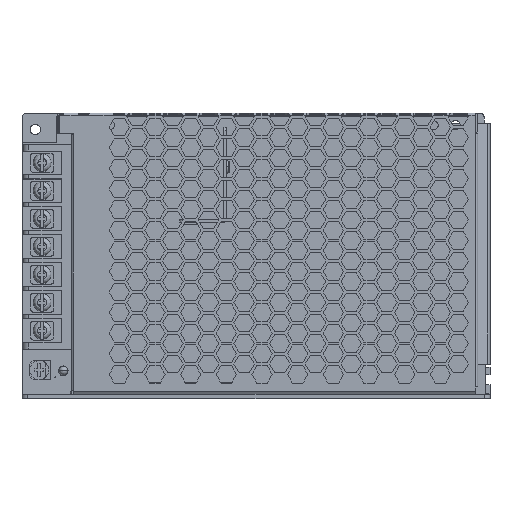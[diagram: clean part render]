
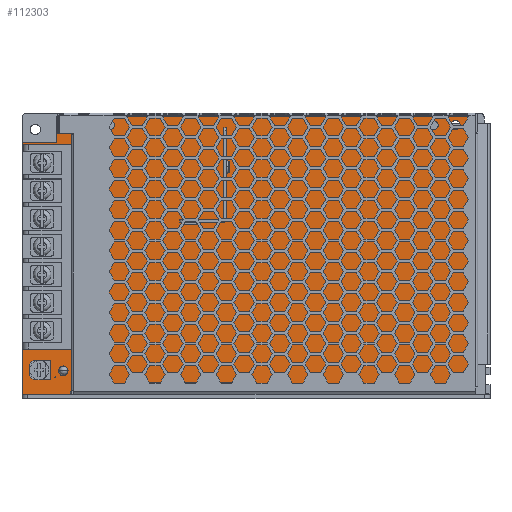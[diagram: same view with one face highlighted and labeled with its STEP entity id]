
A CAD part, top view. The second image highlights one B-rep face of the part: STEP entity #112303.
In plain terms, the highlighted planar face has unit normal (0, 0, 1).
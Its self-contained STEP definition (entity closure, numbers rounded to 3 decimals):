
#111558=DIRECTION('',(1.,0.,0.));
#111559=VECTOR('',#111558,11.5);
#111560=CARTESIAN_POINT('',(-299.417,289.925,0.));
#111561=LINE('',#111560,#111559);
#111565=DIRECTION('',(0.,1.,0.));
#111566=VECTOR('',#111565,1.81);
#111567=CARTESIAN_POINT('',(-157.167,204.625,0.));
#111568=LINE('',#111567,#111566);
#111572=DIRECTION('',(-1.,0.,0.));
#111573=VECTOR('',#111572,7.);
#111574=CARTESIAN_POINT('',(-157.167,206.435,0.));
#111575=LINE('',#111574,#111573);
#111579=DIRECTION('',(0.,-1.,0.));
#111580=VECTOR('',#111579,1.81);
#111581=CARTESIAN_POINT('',(-164.167,206.435,0.));
#111582=LINE('',#111581,#111580);
#111586=DIRECTION('',(0.,1.,0.));
#111587=VECTOR('',#111586,3.9);
#111588=CARTESIAN_POINT('',(-224.167,204.625,0.));
#111589=LINE('',#111588,#111587);
#111593=DIRECTION('',(-1.,0.,0.));
#111594=VECTOR('',#111593,40.);
#111595=CARTESIAN_POINT('',(-224.167,208.525,0.));
#111596=LINE('',#111595,#111594);
#111600=DIRECTION('',(0.,-1.,0.));
#111601=VECTOR('',#111600,3.9);
#111602=CARTESIAN_POINT('',(-264.167,208.525,0.));
#111603=LINE('',#111602,#111601);
#111607=CARTESIAN_POINT('',(-288.371,210.372,0.));
#111608=DIRECTION('',(0.,0.,1.));
#111609=DIRECTION('',(-1.,0.,0.));
#111610=AXIS2_PLACEMENT_3D('',#111607,#111608,#111609);
#111615=CARTESIAN_POINT('',(-288.371,210.372,0.));
#111616=DIRECTION('',(0.,0.,1.));
#111617=DIRECTION('',(1.,0.,0.));
#111618=AXIS2_PLACEMENT_3D('',#111615,#111616,#111617);
#111623=CARTESIAN_POINT('',(-271.167,265.125,0.));
#111624=DIRECTION('',(0.,0.,1.));
#111625=DIRECTION('',(1.,0.,0.));
#111626=AXIS2_PLACEMENT_3D('',#111623,#111624,#111625);
#111631=CARTESIAN_POINT('',(-271.167,265.125,0.));
#111632=DIRECTION('',(0.,0.,1.));
#111633=DIRECTION('',(-1.,0.,0.));
#111634=AXIS2_PLACEMENT_3D('',#111631,#111632,#111633);
#111639=CARTESIAN_POINT('',(-282.717,295.675,0.));
#111640=DIRECTION('',(0.,0.,1.));
#111641=DIRECTION('',(1.,0.,0.));
#111642=AXIS2_PLACEMENT_3D('',#111639,#111640,#111641);
#111647=CARTESIAN_POINT('',(-282.717,295.675,0.));
#111648=DIRECTION('',(0.,0.,1.));
#111649=DIRECTION('',(-1.,0.,0.));
#111650=AXIS2_PLACEMENT_3D('',#111647,#111648,#111649);
#111655=CARTESIAN_POINT('',(-269.917,296.025,0.));
#111656=DIRECTION('',(0.,0.,1.));
#111657=DIRECTION('',(1.,0.,0.));
#111658=AXIS2_PLACEMENT_3D('',#111655,#111656,#111657);
#111663=CARTESIAN_POINT('',(-269.917,296.025,0.));
#111664=DIRECTION('',(0.,0.,1.));
#111665=DIRECTION('',(-1.,0.,0.));
#111666=AXIS2_PLACEMENT_3D('',#111663,#111664,#111665);
#111671=CARTESIAN_POINT('',(-159.917,296.025,0.));
#111672=DIRECTION('',(0.,0.,1.));
#111673=DIRECTION('',(1.,0.,0.));
#111674=AXIS2_PLACEMENT_3D('',#111671,#111672,#111673);
#111679=CARTESIAN_POINT('',(-159.917,296.025,0.));
#111680=DIRECTION('',(0.,0.,1.));
#111681=DIRECTION('',(-1.,0.,0.));
#111682=AXIS2_PLACEMENT_3D('',#111679,#111680,#111681);
#111687=CARTESIAN_POINT('',(-152.417,296.025,0.));
#111688=DIRECTION('',(0.,0.,1.));
#111689=DIRECTION('',(1.,0.,0.));
#111690=AXIS2_PLACEMENT_3D('',#111687,#111688,#111689);
#111695=CARTESIAN_POINT('',(-152.417,296.025,0.));
#111696=DIRECTION('',(0.,0.,1.));
#111697=DIRECTION('',(-1.,0.,0.));
#111698=AXIS2_PLACEMENT_3D('',#111695,#111696,#111697);
#111710=DIRECTION('',(0.,-1.,0.));
#111711=VECTOR('',#111710,85.3);
#111712=CARTESIAN_POINT('',(-299.417,289.925,0.));
#111713=LINE('',#111712,#111711);
#111883=DIRECTION('',(1.,0.,0.));
#111884=VECTOR('',#111883,35.25);
#111885=CARTESIAN_POINT('',(-299.417,204.625,0.));
#111886=LINE('',#111885,#111884);
#111939=DIRECTION('',(1.,0.,0.));
#111940=VECTOR('',#111939,60.);
#111941=CARTESIAN_POINT('',(-224.167,204.625,0.));
#111942=LINE('',#111941,#111940);
#111988=DIRECTION('',(1.,0.,0.));
#111989=VECTOR('',#111988,9.75);
#111990=CARTESIAN_POINT('',(-157.167,204.625,0.));
#111991=LINE('',#111990,#111989);
#111995=DIRECTION('',(0.,1.,0.));
#111996=VECTOR('',#111995,94.4);
#111997=CARTESIAN_POINT('',(-147.417,204.625,0.));
#111998=LINE('',#111997,#111996);
#112016=DIRECTION('',(-1.,0.,0.));
#112017=VECTOR('',#112016,140.5);
#112018=CARTESIAN_POINT('',(-147.417,299.025,0.));
#112019=LINE('',#112018,#112017);
#112030=DIRECTION('',(0.,-1.,0.));
#112031=VECTOR('',#112030,9.1);
#112032=CARTESIAN_POINT('',(-287.917,299.025,0.));
#112033=LINE('',#112032,#112031);
#112128=CARTESIAN_POINT('',(-299.417,289.925,0.));
#112129=CARTESIAN_POINT('',(-299.417,204.625,0.));
#112130=VERTEX_POINT('',#112128);
#112131=VERTEX_POINT('',#112129);
#112132=CARTESIAN_POINT('',(-287.917,289.925,0.));
#112133=VERTEX_POINT('',#112132);
#112134=CARTESIAN_POINT('',(-287.917,299.025,0.));
#112135=VERTEX_POINT('',#112134);
#112136=CARTESIAN_POINT('',(-147.417,299.025,0.));
#112137=VERTEX_POINT('',#112136);
#112138=CARTESIAN_POINT('',(-147.417,204.625,0.));
#112139=VERTEX_POINT('',#112138);
#112140=CARTESIAN_POINT('',(-157.167,204.625,0.));
#112141=VERTEX_POINT('',#112140);
#112142=CARTESIAN_POINT('',(-157.167,206.435,0.));
#112143=VERTEX_POINT('',#112142);
#112144=CARTESIAN_POINT('',(-164.167,206.435,0.));
#112145=VERTEX_POINT('',#112144);
#112146=CARTESIAN_POINT('',(-164.167,204.625,0.));
#112147=VERTEX_POINT('',#112146);
#112148=CARTESIAN_POINT('',(-224.167,204.625,0.));
#112149=VERTEX_POINT('',#112148);
#112150=CARTESIAN_POINT('',(-224.167,208.525,0.));
#112151=VERTEX_POINT('',#112150);
#112152=CARTESIAN_POINT('',(-264.167,208.525,0.));
#112153=VERTEX_POINT('',#112152);
#112154=CARTESIAN_POINT('',(-264.167,204.625,0.));
#112155=VERTEX_POINT('',#112154);
#112156=CARTESIAN_POINT('',(-288.433,210.372,0.));
#112157=CARTESIAN_POINT('',(-288.308,210.372,0.));
#112158=VERTEX_POINT('',#112156);
#112159=VERTEX_POINT('',#112157);
#112160=CARTESIAN_POINT('',(-269.417,265.125,0.));
#112161=CARTESIAN_POINT('',(-272.917,265.125,0.));
#112162=VERTEX_POINT('',#112160);
#112163=VERTEX_POINT('',#112161);
#112164=CARTESIAN_POINT('',(-281.117,295.675,0.));
#112165=CARTESIAN_POINT('',(-284.317,295.675,0.));
#112166=VERTEX_POINT('',#112164);
#112167=VERTEX_POINT('',#112165);
#112168=CARTESIAN_POINT('',(-268.317,296.025,0.));
#112169=CARTESIAN_POINT('',(-271.517,296.025,0.));
#112170=VERTEX_POINT('',#112168);
#112171=VERTEX_POINT('',#112169);
#112172=CARTESIAN_POINT('',(-158.317,296.025,0.));
#112173=CARTESIAN_POINT('',(-161.517,296.025,0.));
#112174=VERTEX_POINT('',#112172);
#112175=VERTEX_POINT('',#112173);
#112176=CARTESIAN_POINT('',(-150.817,296.025,0.));
#112177=CARTESIAN_POINT('',(-154.017,296.025,0.));
#112178=VERTEX_POINT('',#112176);
#112179=VERTEX_POINT('',#112177);
#112232=CARTESIAN_POINT('',(0.,0.,0.));
#112233=DIRECTION('',(0.,0.,1.));
#112234=DIRECTION('',(1.,0.,0.));
#112235=AXIS2_PLACEMENT_3D('',#112232,#112233,#112234);
#112236=PLANE('',#112235);
#112238=ORIENTED_EDGE('',*,*,#112237,.F.);
#112240=ORIENTED_EDGE('',*,*,#112239,.T.);
#112242=ORIENTED_EDGE('',*,*,#112241,.F.);
#112244=ORIENTED_EDGE('',*,*,#112243,.F.);
#112246=ORIENTED_EDGE('',*,*,#112245,.F.);
#112248=ORIENTED_EDGE('',*,*,#112247,.F.);
#112250=ORIENTED_EDGE('',*,*,#112249,.T.);
#112252=ORIENTED_EDGE('',*,*,#112251,.T.);
#112254=ORIENTED_EDGE('',*,*,#112253,.T.);
#112256=ORIENTED_EDGE('',*,*,#112255,.F.);
#112258=ORIENTED_EDGE('',*,*,#112257,.T.);
#112260=ORIENTED_EDGE('',*,*,#112259,.T.);
#112262=ORIENTED_EDGE('',*,*,#112261,.T.);
#112264=ORIENTED_EDGE('',*,*,#112263,.F.);
#112265=EDGE_LOOP('',(#112238,#112240,#112242,#112244,#112246,#112248,#112250,
#112252,#112254,#112256,#112258,#112260,#112262,#112264));
#112266=FACE_OUTER_BOUND('',#112265,.F.);
#112268=ORIENTED_EDGE('',*,*,#112267,.T.);
#112270=ORIENTED_EDGE('',*,*,#112269,.T.);
#112271=EDGE_LOOP('',(#112268,#112270));
#112272=FACE_BOUND('',#112271,.F.);
#112274=ORIENTED_EDGE('',*,*,#112273,.T.);
#112276=ORIENTED_EDGE('',*,*,#112275,.T.);
#112277=EDGE_LOOP('',(#112274,#112276));
#112278=FACE_BOUND('',#112277,.F.);
#112280=ORIENTED_EDGE('',*,*,#112279,.T.);
#112282=ORIENTED_EDGE('',*,*,#112281,.T.);
#112283=EDGE_LOOP('',(#112280,#112282));
#112284=FACE_BOUND('',#112283,.F.);
#112286=ORIENTED_EDGE('',*,*,#112285,.T.);
#112288=ORIENTED_EDGE('',*,*,#112287,.T.);
#112289=EDGE_LOOP('',(#112286,#112288));
#112290=FACE_BOUND('',#112289,.F.);
#112292=ORIENTED_EDGE('',*,*,#112291,.T.);
#112294=ORIENTED_EDGE('',*,*,#112293,.T.);
#112295=EDGE_LOOP('',(#112292,#112294));
#112296=FACE_BOUND('',#112295,.F.);
#112298=ORIENTED_EDGE('',*,*,#112297,.T.);
#112300=ORIENTED_EDGE('',*,*,#112299,.T.);
#112301=EDGE_LOOP('',(#112298,#112300));
#112302=FACE_BOUND('',#112301,.F.);
#111611=CIRCLE('',#111610,0.062);
#111619=CIRCLE('',#111618,0.062);
#111627=CIRCLE('',#111626,1.75);
#111635=CIRCLE('',#111634,1.75);
#111643=CIRCLE('',#111642,1.6);
#111651=CIRCLE('',#111650,1.6);
#111659=CIRCLE('',#111658,1.6);
#111667=CIRCLE('',#111666,1.6);
#111675=CIRCLE('',#111674,1.6);
#111683=CIRCLE('',#111682,1.6);
#111691=CIRCLE('',#111690,1.6);
#111699=CIRCLE('',#111698,1.6);
#112237=EDGE_CURVE('',#112130,#112131,#111713,.T.);
#112239=EDGE_CURVE('',#112130,#112133,#111561,.T.);
#112241=EDGE_CURVE('',#112135,#112133,#112033,.T.);
#112243=EDGE_CURVE('',#112137,#112135,#112019,.T.);
#112245=EDGE_CURVE('',#112139,#112137,#111998,.T.);
#112247=EDGE_CURVE('',#112141,#112139,#111991,.T.);
#112249=EDGE_CURVE('',#112141,#112143,#111568,.T.);
#112251=EDGE_CURVE('',#112143,#112145,#111575,.T.);
#112253=EDGE_CURVE('',#112145,#112147,#111582,.T.);
#112255=EDGE_CURVE('',#112149,#112147,#111942,.T.);
#112257=EDGE_CURVE('',#112149,#112151,#111589,.T.);
#112259=EDGE_CURVE('',#112151,#112153,#111596,.T.);
#112261=EDGE_CURVE('',#112153,#112155,#111603,.T.);
#112263=EDGE_CURVE('',#112131,#112155,#111886,.T.);
#112267=EDGE_CURVE('',#112158,#112159,#111611,.T.);
#112269=EDGE_CURVE('',#112159,#112158,#111619,.T.);
#112273=EDGE_CURVE('',#112162,#112163,#111627,.T.);
#112275=EDGE_CURVE('',#112163,#112162,#111635,.T.);
#112279=EDGE_CURVE('',#112166,#112167,#111643,.T.);
#112281=EDGE_CURVE('',#112167,#112166,#111651,.T.);
#112285=EDGE_CURVE('',#112170,#112171,#111659,.T.);
#112287=EDGE_CURVE('',#112171,#112170,#111667,.T.);
#112291=EDGE_CURVE('',#112174,#112175,#111675,.T.);
#112293=EDGE_CURVE('',#112175,#112174,#111683,.T.);
#112297=EDGE_CURVE('',#112178,#112179,#111691,.T.);
#112299=EDGE_CURVE('',#112179,#112178,#111699,.T.);
#112303=ADVANCED_FACE('',(#112266,#112272,#112278,#112284,#112290,#112296,
#112302),#112236,.T.);
